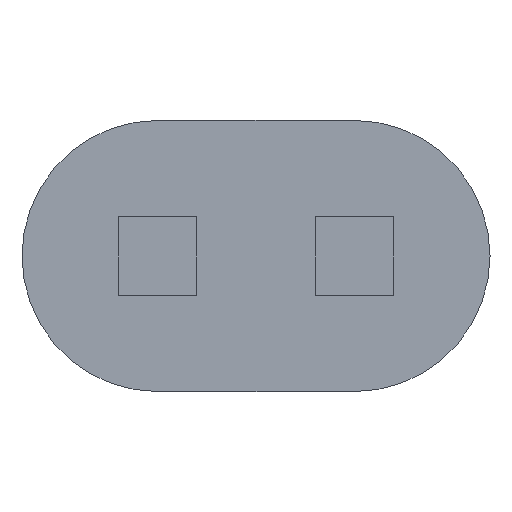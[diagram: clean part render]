
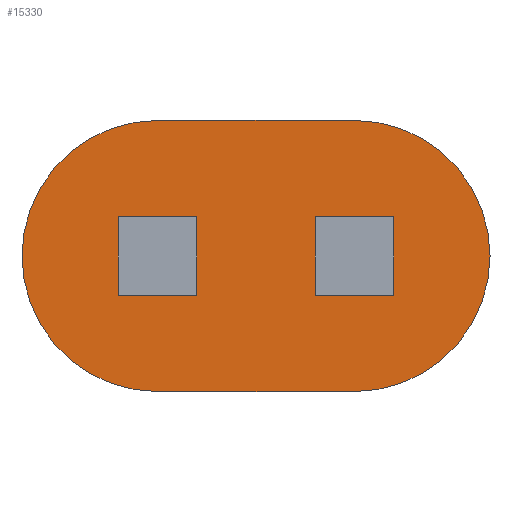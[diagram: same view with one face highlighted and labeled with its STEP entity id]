
A CAD part, front view. The second image highlights one B-rep face of the part: STEP entity #15330.
In plain terms, the highlighted face is planar.
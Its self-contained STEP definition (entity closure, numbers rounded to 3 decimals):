
#669 = FACE_OUTER_BOUND ( 'NONE', #35458, .T. ) ;
#1138 = VERTEX_POINT ( 'NONE', #17551 ) ;
#1908 = DIRECTION ( 'NONE',  ( 1., 0., 0. ) ) ;
#1942 = DIRECTION ( 'NONE',  ( 0., 0., 1. ) ) ;
#2638 = CIRCLE ( 'NONE', #29453, 1549.95 ) ;
#2757 = VERTEX_POINT ( 'NONE', #17301 ) ;
#3376 = EDGE_CURVE ( 'NONE', #16080, #18479, #9573, .T. ) ;
#3678 = AXIS2_PLACEMENT_3D ( 'NONE', #32502, #13674, #35667 ) ;
#4567 = ORIENTED_EDGE ( 'NONE', *, *, #26679, .F. ) ;
#4787 = VERTEX_POINT ( 'NONE', #29595 ) ;
#4823 = VERTEX_POINT ( 'NONE', #7772 ) ;
#5108 = VECTOR ( 'NONE', #1908, 1000. ) ;
#5605 = CARTESIAN_POINT ( 'NONE',  ( 3021.561, -408.62, -300. ) ) ;
#7350 = AXIS2_PLACEMENT_3D ( 'NONE', #14949, #36940, #18126 ) ;
#7551 = AXIS2_PLACEMENT_3D ( 'NONE', #12131, #34125, #15329 ) ;
#7772 = CARTESIAN_POINT ( 'NONE',  ( 1471.611, -1958.67, -300. ) ) ;
#8228 = LINE ( 'NONE', #14245, #23941 ) ;
#8424 = EDGE_CURVE ( 'NONE', #19515, #37558, #10343, .T. ) ;
#9189 = EDGE_CURVE ( 'NONE', #4823, #2757, #10249, .T. ) ;
#9573 = CIRCLE ( 'NONE', #22731, 1549.95 ) ;
#10249 = CIRCLE ( 'NONE', #3678, 1549.95 ) ;
#10343 = CIRCLE ( 'NONE', #7350, 1549.95 ) ;
#10627 = CARTESIAN_POINT ( 'NONE',  ( -778.489, -1958.67, -300. ) ) ;
#12131 = CARTESIAN_POINT ( 'NONE',  ( 1471.611, -408.62, -300. ) ) ;
#13288 = VECTOR ( 'NONE', #18238, 1000. ) ;
#13674 = DIRECTION ( 'NONE',  ( 0., 0., 1. ) ) ;
#14245 = CARTESIAN_POINT ( 'NONE',  ( -778.489, 1141.33, -300. ) ) ;
#14387 = CARTESIAN_POINT ( 'NONE',  ( -778.489, -1958.67, -300. ) ) ;
#14657 = ORIENTED_EDGE ( 'NONE', *, *, #3376, .F. ) ;
#14949 = CARTESIAN_POINT ( 'NONE',  ( -778.489, -408.62, -300. ) ) ;
#15329 = DIRECTION ( 'NONE',  ( -1., 0., 0. ) ) ;
#15330 = ADVANCED_FACE ( 'NONE', ( #669 ), #40340, .T. ) ;
#15544 = CARTESIAN_POINT ( 'NONE',  ( -778.489, 1141.33, -300. ) ) ;
#16080 = VERTEX_POINT ( 'NONE', #39890 ) ;
#16289 = ORIENTED_EDGE ( 'NONE', *, *, #36179, .F. ) ;
#17301 = CARTESIAN_POINT ( 'NONE',  ( 3021.561, -408.72, -300. ) ) ;
#17420 = DIRECTION ( 'NONE',  ( -1., 0., 0. ) ) ;
#17551 = CARTESIAN_POINT ( 'NONE',  ( 1471.611, 1141.33, -300. ) ) ;
#18126 = DIRECTION ( 'NONE',  ( -1., 0., 0. ) ) ;
#18238 = DIRECTION ( 'NONE',  ( 0., 1., 0. ) ) ;
#18419 = CARTESIAN_POINT ( 'NONE',  ( -778.489, -408.72, -300. ) ) ;
#18479 = VERTEX_POINT ( 'NONE', #10627 ) ;
#18681 = ORIENTED_EDGE ( 'NONE', *, *, #9189, .F. ) ;
#19515 = VERTEX_POINT ( 'NONE', #15544 ) ;
#20625 = ORIENTED_EDGE ( 'NONE', *, *, #23718, .F. ) ;
#20747 = CARTESIAN_POINT ( 'NONE',  ( 1471.611, -408.62, -300. ) ) ;
#21504 = LINE ( 'NONE', #25676, #37244 ) ;
#21592 = DIRECTION ( 'NONE',  ( -1., 0., 0. ) ) ;
#22620 = EDGE_CURVE ( 'NONE', #18479, #4823, #38545, .T. ) ;
#22731 = AXIS2_PLACEMENT_3D ( 'NONE', #18419, #40419, #21592 ) ;
#23718 = EDGE_CURVE ( 'NONE', #4787, #1138, #2638, .T. ) ;
#23912 = DIRECTION ( 'NONE',  ( -1., 0., 0. ) ) ;
#23941 = VECTOR ( 'NONE', #17420, 1000. ) ;
#25676 = CARTESIAN_POINT ( 'NONE',  ( -2328.439, -408.62, -300. ) ) ;
#26679 = EDGE_CURVE ( 'NONE', #2757, #4787, #39377, .T. ) ;
#28852 = DIRECTION ( 'NONE',  ( 0., -1., 0. ) ) ;
#29453 = AXIS2_PLACEMENT_3D ( 'NONE', #20747, #1942, #23912 ) ;
#29595 = CARTESIAN_POINT ( 'NONE',  ( 3021.561, -408.62, -300. ) ) ;
#30302 = ORIENTED_EDGE ( 'NONE', *, *, #36335, .F. ) ;
#32502 = CARTESIAN_POINT ( 'NONE',  ( 1471.611, -408.72, -300. ) ) ;
#34125 = DIRECTION ( 'NONE',  ( 0., 0., -1. ) ) ;
#34142 = ORIENTED_EDGE ( 'NONE', *, *, #22620, .F. ) ;
#35458 = EDGE_LOOP ( 'NONE', ( #20625, #4567, #18681, #34142, #14657, #16289, #40332, #30302 ) ) ;
#35667 = DIRECTION ( 'NONE',  ( 1., 0., 0. ) ) ;
#35927 = CARTESIAN_POINT ( 'NONE',  ( -2328.439, -408.62, -300. ) ) ;
#36179 = EDGE_CURVE ( 'NONE', #37558, #16080, #21504, .T. ) ;
#36335 = EDGE_CURVE ( 'NONE', #1138, #19515, #8228, .T. ) ;
#36940 = DIRECTION ( 'NONE',  ( 0., 0., 1. ) ) ;
#37244 = VECTOR ( 'NONE', #28852, 1000. ) ;
#37558 = VERTEX_POINT ( 'NONE', #35927 ) ;
#38545 = LINE ( 'NONE', #14387, #5108 ) ;
#39377 = LINE ( 'NONE', #5605, #13288 ) ;
#39890 = CARTESIAN_POINT ( 'NONE',  ( -2328.439, -408.72, -300. ) ) ;
#40332 = ORIENTED_EDGE ( 'NONE', *, *, #8424, .F. ) ;
#40340 = PLANE ( 'NONE',  #7551 ) ;
#40419 = DIRECTION ( 'NONE',  ( 0., 0., 1. ) ) ;
